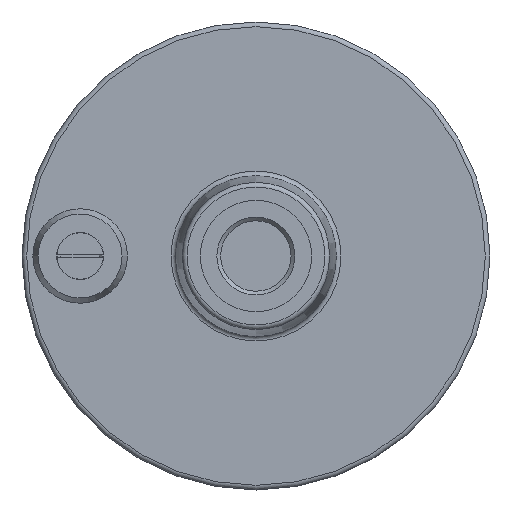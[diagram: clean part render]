
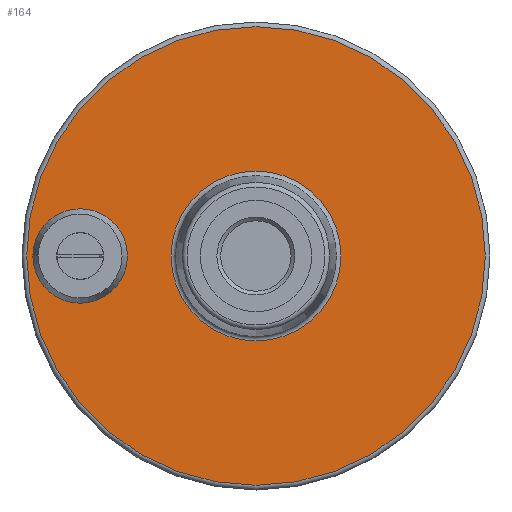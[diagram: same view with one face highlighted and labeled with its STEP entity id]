
A CAD part, front view. The second image highlights one B-rep face of the part: STEP entity #164.
In plain terms, the highlighted planar face has unit normal (0, -1, 0).
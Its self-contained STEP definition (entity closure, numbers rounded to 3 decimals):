
#164 = ADVANCED_FACE( '', ( #354, #355, #356 ), #357, .F. );
#354 = FACE_OUTER_BOUND( '', #556, .T. );
#355 = FACE_BOUND( '', #557, .T. );
#356 = FACE_BOUND( '', #558, .T. );
#357 = PLANE( '', #559 );
#556 = EDGE_LOOP( '', ( #922 ) );
#557 = EDGE_LOOP( '', ( #923 ) );
#558 = EDGE_LOOP( '', ( #924 ) );
#559 = AXIS2_PLACEMENT_3D( '', #925, #926, #927 );
#922 = ORIENTED_EDGE( '', *, *, #1052, .F. );
#923 = ORIENTED_EDGE( '', *, *, #1121, .F. );
#924 = ORIENTED_EDGE( '', *, *, #1016, .T. );
#925 = CARTESIAN_POINT( '', ( 15.507, -3., 0. ) );
#926 = DIRECTION( '', ( 0., 1., 0. ) );
#927 = DIRECTION( '', ( 0., 0., 1. ) );
#1016 = EDGE_CURVE( '', #1176, #1176, #1177, .T. );
#1052 = EDGE_CURVE( '', #1235, #1235, #1236, .T. );
#1121 = EDGE_CURVE( '', #1327, #1327, #1328, .F. );
#1176 = VERTEX_POINT( '', #1392 );
#1177 = CIRCLE( '', #1393, 14.493 );
#1235 = VERTEX_POINT( '', #1599 );
#1236 = CIRCLE( '', #1600, 39.111 );
#1327 = VERTEX_POINT( '', #1751 );
#1328 = CIRCLE( '', #1752, 8.06 );
#1392 = CARTESIAN_POINT( '', ( 30., -3., 14.493 ) );
#1393 = AXIS2_PLACEMENT_3D( '', #1802, #1803, #1804 );
#1599 = CARTESIAN_POINT( '', ( 30., -3., 39.111 ) );
#1600 = AXIS2_PLACEMENT_3D( '', #1838, #1839, #1840 );
#1751 = CARTESIAN_POINT( '', ( 0., -3., 8.06 ) );
#1752 = AXIS2_PLACEMENT_3D( '', #1926, #1927, #1928 );
#1802 = CARTESIAN_POINT( '', ( 30., -3., 0. ) );
#1803 = DIRECTION( '', ( 0., 1., 0. ) );
#1804 = DIRECTION( '', ( 0., 0., 1. ) );
#1838 = CARTESIAN_POINT( '', ( 30., -3., 0. ) );
#1839 = DIRECTION( '', ( 0., 1., 0. ) );
#1840 = DIRECTION( '', ( 0., 0., 1. ) );
#1926 = CARTESIAN_POINT( '', ( 0., -3., 0. ) );
#1927 = DIRECTION( '', ( 0., 1., 0. ) );
#1928 = DIRECTION( '', ( 0., 0., 1. ) );
